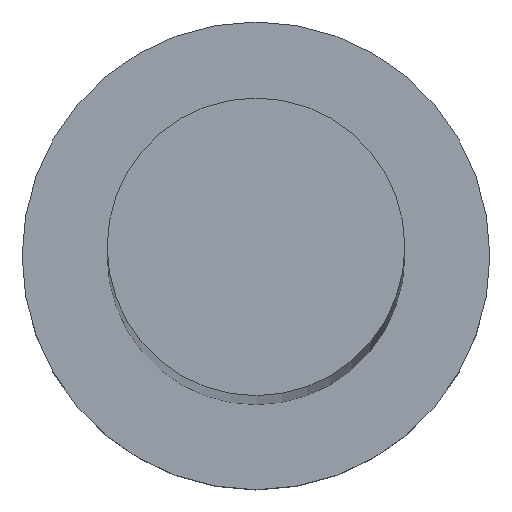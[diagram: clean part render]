
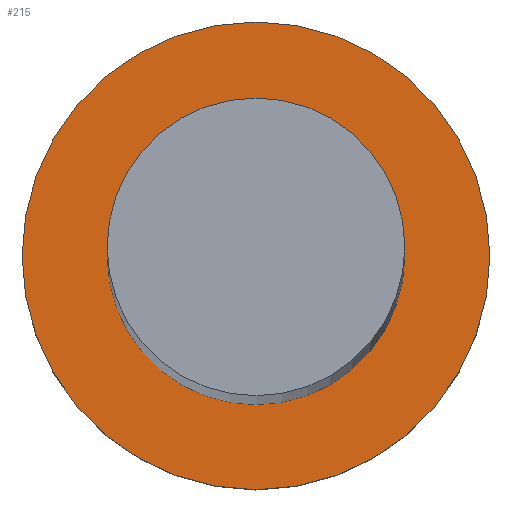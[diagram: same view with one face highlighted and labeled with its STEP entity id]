
A CAD part, top view. The second image highlights one B-rep face of the part: STEP entity #215.
In plain terms, the highlighted planar face has unit normal (0, 0, 1).
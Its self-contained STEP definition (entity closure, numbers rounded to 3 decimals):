
#23 = ORIENTED_EDGE ( 'NONE', *, *, #186, .T. ) ;
#24 = AXIS2_PLACEMENT_3D ( 'NONE', #200, #122, #84 ) ;
#34 = CARTESIAN_POINT ( 'NONE',  ( 0., 0., 7. ) ) ;
#46 = CARTESIAN_POINT ( 'NONE',  ( 11., 0., 7. ) ) ;
#52 = AXIS2_PLACEMENT_3D ( 'NONE', #86, #224, #228 ) ;
#56 = CIRCLE ( 'NONE', #192, 11. ) ;
#59 = CARTESIAN_POINT ( 'NONE',  ( 0., 0., 7. ) ) ;
#67 = CARTESIAN_POINT ( 'NONE',  ( -11., 0., 7. ) ) ;
#74 = PLANE ( 'NONE',  #208 ) ;
#80 = VERTEX_POINT ( 'NONE', #46 ) ;
#84 = DIRECTION ( 'NONE',  ( 1., 0., 0. ) ) ;
#86 = CARTESIAN_POINT ( 'NONE',  ( 0., 0., 7. ) ) ;
#95 = VERTEX_POINT ( 'NONE', #106 ) ;
#96 = VERTEX_POINT ( 'NONE', #67 ) ;
#97 = EDGE_CURVE ( 'NONE', #177, #95, #128, .T. ) ;
#101 = CIRCLE ( 'NONE', #52, 11. ) ;
#106 = CARTESIAN_POINT ( 'NONE',  ( 7., 0., 7. ) ) ;
#120 = AXIS2_PLACEMENT_3D ( 'NONE', #59, #171, #131 ) ;
#122 = DIRECTION ( 'NONE',  ( 0., 0., 1. ) ) ;
#128 = CIRCLE ( 'NONE', #24, 7. ) ;
#131 = DIRECTION ( 'NONE',  ( 1., 0., 0. ) ) ;
#136 = ORIENTED_EDGE ( 'NONE', *, *, #97, .F. ) ;
#139 = EDGE_LOOP ( 'NONE', ( #136, #252 ) ) ;
#147 = FACE_BOUND ( 'NONE', #139, .T. ) ;
#155 = ORIENTED_EDGE ( 'NONE', *, *, #156, .T. ) ;
#156 = EDGE_CURVE ( 'NONE', #80, #96, #56, .T. ) ;
#161 = EDGE_LOOP ( 'NONE', ( #23, #155 ) ) ;
#166 = DIRECTION ( 'NONE',  ( 1., 0., 0. ) ) ;
#169 = DIRECTION ( 'NONE',  ( 0., 0., 1. ) ) ;
#171 = DIRECTION ( 'NONE',  ( 0., 0., 1. ) ) ;
#177 = VERTEX_POINT ( 'NONE', #220 ) ;
#182 = DIRECTION ( 'NONE',  ( 0., 0., 1. ) ) ;
#186 = EDGE_CURVE ( 'NONE', #96, #80, #101, .T. ) ;
#192 = AXIS2_PLACEMENT_3D ( 'NONE', #219, #182, #166 ) ;
#200 = CARTESIAN_POINT ( 'NONE',  ( 0., 0., 7. ) ) ;
#203 = FACE_OUTER_BOUND ( 'NONE', #161, .T. ) ;
#207 = DIRECTION ( 'NONE',  ( 1., 0., 0. ) ) ;
#208 = AXIS2_PLACEMENT_3D ( 'NONE', #34, #169, #207 ) ;
#213 = CIRCLE ( 'NONE', #120, 7. ) ;
#215 = ADVANCED_FACE ( 'NONE', ( #147, #203 ), #74, .T. ) ;
#217 = EDGE_CURVE ( 'NONE', #95, #177, #213, .T. ) ;
#219 = CARTESIAN_POINT ( 'NONE',  ( 0., 0., 7. ) ) ;
#220 = CARTESIAN_POINT ( 'NONE',  ( -7., 0., 7. ) ) ;
#224 = DIRECTION ( 'NONE',  ( 0., 0., 1. ) ) ;
#228 = DIRECTION ( 'NONE',  ( 1., 0., 0. ) ) ;
#252 = ORIENTED_EDGE ( 'NONE', *, *, #217, .F. ) ;
